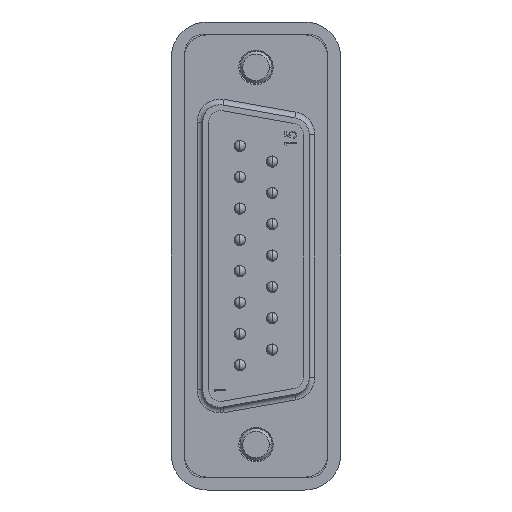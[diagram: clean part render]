
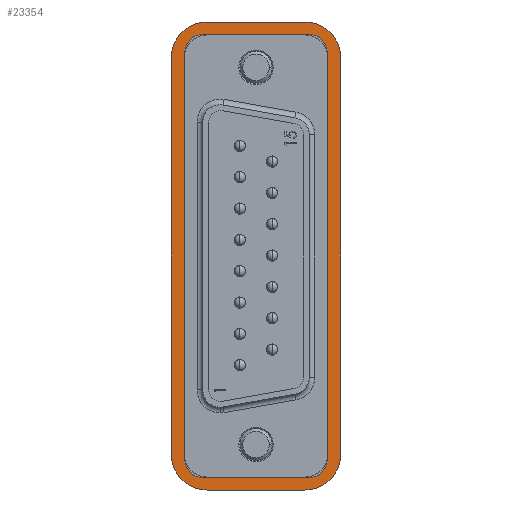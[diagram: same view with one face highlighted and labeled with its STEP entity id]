
A CAD part, left-side view. The second image highlights one B-rep face of the part: STEP entity #23354.
In plain terms, the highlighted face is planar.
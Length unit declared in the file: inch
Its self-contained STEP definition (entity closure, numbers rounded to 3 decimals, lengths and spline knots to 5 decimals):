
#7118 = AXIS2_PLACEMENT_3D ( 'NONE', #76747, #76744, #76751 ) ;
#18408 = VERTEX_POINT ( 'NONE', #76371 ) ;
#18438 = VERTEX_POINT ( 'NONE', #76389 ) ;
#18462 = VERTEX_POINT ( 'NONE', #76404 ) ;
#18464 = VERTEX_POINT ( 'NONE', #76405 ) ;
#22667 = ORIENTED_EDGE ( 'NONE', *, *, #80115, .T. ) ;
#22669 = ORIENTED_EDGE ( 'NONE', *, *, #80114, .F. ) ;
#22672 = ORIENTED_EDGE ( 'NONE', *, *, #80113, .T. ) ;
#22674 = ORIENTED_EDGE ( 'NONE', *, *, #80071, .T. ) ;
#22676 = ORIENTED_EDGE ( 'NONE', *, *, #80112, .T. ) ;
#22678 = ORIENTED_EDGE ( 'NONE', *, *, #80100, .T. ) ;
#22680 = ORIENTED_EDGE ( 'NONE', *, *, #80111, .T. ) ;
#22682 = ORIENTED_EDGE ( 'NONE', *, *, #80043, .F. ) ;
#22685 = ORIENTED_EDGE ( 'NONE', *, *, #80110, .F. ) ;
#22687 = ORIENTED_EDGE ( 'NONE', *, *, #80109, .F. ) ;
#22689 = ORIENTED_EDGE ( 'NONE', *, *, #80108, .F. ) ;
#22691 = ORIENTED_EDGE ( 'NONE', *, *, #80107, .F. ) ;
#22693 = ORIENTED_EDGE ( 'NONE', *, *, #80106, .F. ) ;
#22695 = ORIENTED_EDGE ( 'NONE', *, *, #80105, .F. ) ;
#22698 = ORIENTED_EDGE ( 'NONE', *, *, #80104, .F. ) ;
#22700 = ORIENTED_EDGE ( 'NONE', *, *, #80103, .F. ) ;
#23354 = ADVANCED_FACE ( 'NONE', ( #27203, #27206 ), #76749, .F. ) ;
#27203 = FACE_BOUND ( 'NONE', #47712, .T. ) ;
#27206 = FACE_OUTER_BOUND ( 'NONE', #47602, .T. ) ;
#37741 = CARTESIAN_POINT ( 'NONE',  ( 0.689, 0.25, 0. ) ) ;
#37768 = CARTESIAN_POINT ( 'NONE',  ( 0.769, 0.17, 0. ) ) ;
#37794 = CARTESIAN_POINT ( 'NONE',  ( -0.689, 0.25, 0. ) ) ;
#37910 = CARTESIAN_POINT ( 'NONE',  ( -0.769, 0.17, 0. ) ) ;
#38018 = CARTESIAN_POINT ( 'NONE',  ( -0.689, 0.295, 0. ) ) ;
#38073 = CARTESIAN_POINT ( 'NONE',  ( 0.689, 0.295, 0. ) ) ;
#38146 = CARTESIAN_POINT ( 'NONE',  ( 0.814, 0.17, 0. ) ) ;
#38148 = CARTESIAN_POINT ( 'NONE',  ( 0.814, -0.17, 0. ) ) ;
#38180 = CARTESIAN_POINT ( 'NONE',  ( -0.814, 0.17, 0. ) ) ;
#38433 = CARTESIAN_POINT ( 'NONE',  ( -0.689, -0.295, 0. ) ) ;
#38517 = CARTESIAN_POINT ( 'NONE',  ( 0.689, -0.25, 0. ) ) ;
#38560 = CARTESIAN_POINT ( 'NONE',  ( -0.689, -0.25, 0. ) ) ;
#47602 = EDGE_LOOP ( 'NONE', ( #22682, #22680, #22678, #22676, #22674, #22672, #22669, #22667 ) ) ;
#47712 = EDGE_LOOP ( 'NONE', ( #22700, #22698, #22695, #22693, #22691, #22689, #22687, #22685 ) ) ;
#52046 = LINE ( 'NONE', #55554, #52049 ) ;
#52049 = VECTOR ( 'NONE', #55557, 39.37008 ) ;
#52096 = LINE ( 'NONE', #55704, #52099 ) ;
#52099 = VECTOR ( 'NONE', #55708, 39.37008 ) ;
#52129 = CIRCLE ( 'NONE', #70981, 0.08 ) ;
#52135 = LINE ( 'NONE', #55965, #52137 ) ;
#52137 = VECTOR ( 'NONE', #55967, 39.37008 ) ;
#52140 = LINE ( 'NONE', #55994, #52143 ) ;
#52142 = LINE ( 'NONE', #56003, #52146 ) ;
#52143 = VECTOR ( 'NONE', #55998, 39.37008 ) ;
#52144 = CIRCLE ( 'NONE', #70982, 0.08 ) ;
#52145 = LINE ( 'NONE', #56016, #52149 ) ;
#52146 = VECTOR ( 'NONE', #55996, 39.37008 ) ;
#52147 = CIRCLE ( 'NONE', #70983, 0.08 ) ;
#52148 = LINE ( 'NONE', #56029, #52152 ) ;
#52149 = VECTOR ( 'NONE', #56011, 39.37008 ) ;
#52150 = CIRCLE ( 'NONE', #70984, 0.08 ) ;
#52151 = CIRCLE ( 'NONE', #70985, 0.125 ) ;
#52152 = VECTOR ( 'NONE', #56024, 39.37008 ) ;
#52153 = CIRCLE ( 'NONE', #70988, 0.125 ) ;
#52154 = CIRCLE ( 'NONE', #70986, 0.125 ) ;
#52155 = CIRCLE ( 'NONE', #70987, 0.125 ) ;
#52156 = LINE ( 'NONE', #56056, #52158 ) ;
#52158 = VECTOR ( 'NONE', #56058, 39.37008 ) ;
#55554 = CARTESIAN_POINT ( 'NONE',  ( 0.814, 0.295, 0. ) ) ;
#55557 = DIRECTION ( 'NONE',  ( 1., 0., 0. ) ) ;
#55704 = CARTESIAN_POINT ( 'NONE',  ( 0.814, -0.295, 0. ) ) ;
#55708 = DIRECTION ( 'NONE',  ( 1., 0., 0. ) ) ;
#55965 = CARTESIAN_POINT ( 'NONE',  ( -0.814, 0.295, 0. ) ) ;
#55967 = DIRECTION ( 'NONE',  ( 0., -1., 0. ) ) ;
#55994 = CARTESIAN_POINT ( 'NONE',  ( 0.689, 0.25, 0. ) ) ;
#55996 = DIRECTION ( 'NONE',  ( 0., 1., 0. ) ) ;
#55998 = DIRECTION ( 'NONE',  ( -1., 0., 0. ) ) ;
#56003 = CARTESIAN_POINT ( 'NONE',  ( 0.769, -0.17, 0. ) ) ;
#56005 = CARTESIAN_POINT ( 'NONE',  ( 0.689, 0.17, 0. ) ) ;
#56007 = DIRECTION ( 'NONE',  ( 0., 0., 1. ) ) ;
#56009 = DIRECTION ( 'NONE',  ( 1., 0., 0. ) ) ;
#56011 = DIRECTION ( 'NONE',  ( 1., 0., 0. ) ) ;
#56016 = CARTESIAN_POINT ( 'NONE',  ( -0.689, -0.25, 0. ) ) ;
#56018 = CARTESIAN_POINT ( 'NONE',  ( 0.689, -0.17, 0. ) ) ;
#56020 = DIRECTION ( 'NONE',  ( 0., 0., 1. ) ) ;
#56022 = DIRECTION ( 'NONE',  ( 1., 0., 0. ) ) ;
#56024 = DIRECTION ( 'NONE',  ( 0., -1., 0. ) ) ;
#56029 = CARTESIAN_POINT ( 'NONE',  ( -0.769, 0.17, 0. ) ) ;
#56031 = CARTESIAN_POINT ( 'NONE',  ( -0.689, -0.17, 0. ) ) ;
#56033 = DIRECTION ( 'NONE',  ( 0., 0., 1. ) ) ;
#56035 = DIRECTION ( 'NONE',  ( 1., 0., 0. ) ) ;
#56042 = CARTESIAN_POINT ( 'NONE',  ( -0.689, 0.17, 0. ) ) ;
#56044 = DIRECTION ( 'NONE',  ( 0., 0., 1. ) ) ;
#56046 = DIRECTION ( 'NONE',  ( 1., 0., 0. ) ) ;
#56050 = CARTESIAN_POINT ( 'NONE',  ( -0.689, 0.17, 0. ) ) ;
#56052 = DIRECTION ( 'NONE',  ( 0., 0., 1. ) ) ;
#56054 = DIRECTION ( 'NONE',  ( -1., 0., 0. ) ) ;
#56056 = CARTESIAN_POINT ( 'NONE',  ( 0.814, 0.295, 0. ) ) ;
#56058 = DIRECTION ( 'NONE',  ( 0., -1., 0. ) ) ;
#56060 = CARTESIAN_POINT ( 'NONE',  ( -0.689, -0.17, 0. ) ) ;
#56062 = DIRECTION ( 'NONE',  ( 0., 0., 1. ) ) ;
#56064 = DIRECTION ( 'NONE',  ( -1., 0., 0. ) ) ;
#56069 = CARTESIAN_POINT ( 'NONE',  ( 0.689, -0.17, 0. ) ) ;
#56071 = DIRECTION ( 'NONE',  ( 0., 0., 1. ) ) ;
#56073 = DIRECTION ( 'NONE',  ( -1., 0., 0. ) ) ;
#56081 = CARTESIAN_POINT ( 'NONE',  ( 0.689, 0.17, 0. ) ) ;
#56083 = DIRECTION ( 'NONE',  ( 0., 0., 1. ) ) ;
#56085 = DIRECTION ( 'NONE',  ( -1., 0., 0. ) ) ;
#67898 = VERTEX_POINT ( 'NONE', #37741 ) ;
#67930 = VERTEX_POINT ( 'NONE', #37768 ) ;
#67964 = VERTEX_POINT ( 'NONE', #37794 ) ;
#68110 = VERTEX_POINT ( 'NONE', #37910 ) ;
#68260 = VERTEX_POINT ( 'NONE', #38018 ) ;
#68358 = VERTEX_POINT ( 'NONE', #38073 ) ;
#68490 = VERTEX_POINT ( 'NONE', #38146 ) ;
#68494 = VERTEX_POINT ( 'NONE', #38148 ) ;
#68552 = VERTEX_POINT ( 'NONE', #38180 ) ;
#69003 = VERTEX_POINT ( 'NONE', #38433 ) ;
#69153 = VERTEX_POINT ( 'NONE', #38517 ) ;
#69228 = VERTEX_POINT ( 'NONE', #38560 ) ;
#70981 = AXIS2_PLACEMENT_3D ( 'NONE', #56005, #56007, #56009 ) ;
#70982 = AXIS2_PLACEMENT_3D ( 'NONE', #56018, #56020, #56022 ) ;
#70983 = AXIS2_PLACEMENT_3D ( 'NONE', #56031, #56033, #56035 ) ;
#70984 = AXIS2_PLACEMENT_3D ( 'NONE', #56042, #56044, #56046 ) ;
#70985 = AXIS2_PLACEMENT_3D ( 'NONE', #56050, #56052, #56054 ) ;
#70986 = AXIS2_PLACEMENT_3D ( 'NONE', #56060, #56062, #56064 ) ;
#70987 = AXIS2_PLACEMENT_3D ( 'NONE', #56069, #56071, #56073 ) ;
#70988 = AXIS2_PLACEMENT_3D ( 'NONE', #56081, #56083, #56085 ) ;
#76371 = CARTESIAN_POINT ( 'NONE',  ( -0.814, -0.17, 0. ) ) ;
#76389 = CARTESIAN_POINT ( 'NONE',  ( 0.689, -0.295, 0. ) ) ;
#76404 = CARTESIAN_POINT ( 'NONE',  ( 0.769, -0.17, 0. ) ) ;
#76405 = CARTESIAN_POINT ( 'NONE',  ( -0.769, -0.17, 0. ) ) ;
#76744 = DIRECTION ( 'NONE',  ( 0., 0., -1. ) ) ;
#76747 = CARTESIAN_POINT ( 'NONE',  ( 0.814, 0.295, 0. ) ) ;
#76749 = PLANE ( 'NONE',  #7118 ) ;
#76751 = DIRECTION ( 'NONE',  ( -1., 0., 0. ) ) ;
#80043 = EDGE_CURVE ( 'NONE', #68260, #68358, #52046, .T. ) ;
#80071 = EDGE_CURVE ( 'NONE', #69003, #18438, #52096, .T. ) ;
#80100 = EDGE_CURVE ( 'NONE', #68552, #18408, #52135, .T. ) ;
#80103 = EDGE_CURVE ( 'NONE', #67898, #67964, #52140, .T. ) ;
#80104 = EDGE_CURVE ( 'NONE', #67930, #67898, #52129, .T. ) ;
#80105 = EDGE_CURVE ( 'NONE', #18462, #67930, #52142, .T. ) ;
#80106 = EDGE_CURVE ( 'NONE', #69153, #18462, #52144, .T. ) ;
#80107 = EDGE_CURVE ( 'NONE', #69228, #69153, #52145, .T. ) ;
#80108 = EDGE_CURVE ( 'NONE', #18464, #69228, #52147, .T. ) ;
#80109 = EDGE_CURVE ( 'NONE', #68110, #18464, #52148, .T. ) ;
#80110 = EDGE_CURVE ( 'NONE', #67964, #68110, #52150, .T. ) ;
#80111 = EDGE_CURVE ( 'NONE', #68260, #68552, #52151, .T. ) ;
#80112 = EDGE_CURVE ( 'NONE', #18408, #69003, #52154, .T. ) ;
#80113 = EDGE_CURVE ( 'NONE', #18438, #68494, #52155, .T. ) ;
#80114 = EDGE_CURVE ( 'NONE', #68490, #68494, #52156, .T. ) ;
#80115 = EDGE_CURVE ( 'NONE', #68490, #68358, #52153, .T. ) ;
